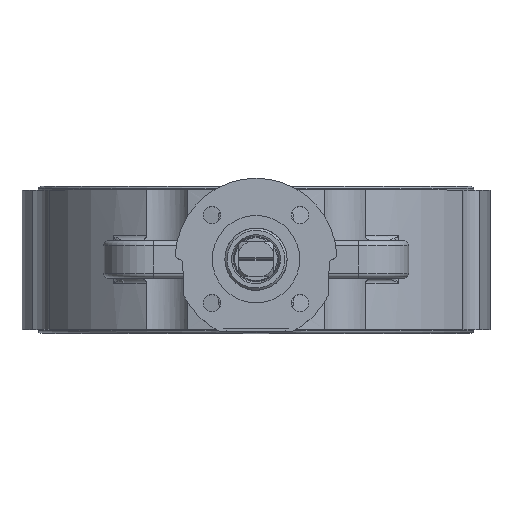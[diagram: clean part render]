
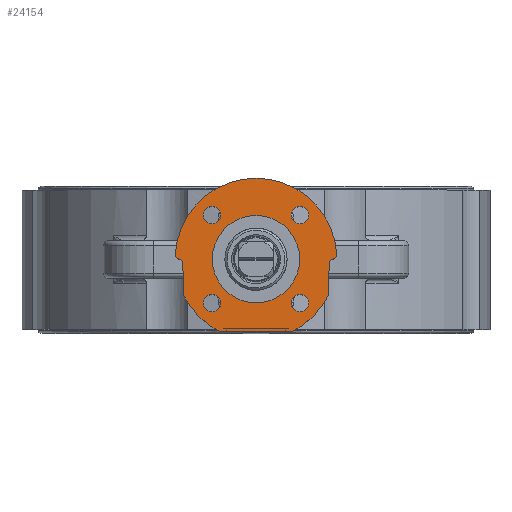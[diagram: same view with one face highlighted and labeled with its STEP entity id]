
A CAD part, top view. The second image highlights one B-rep face of the part: STEP entity #24154.
In plain terms, the highlighted planar face has unit normal (0, 0, 1).
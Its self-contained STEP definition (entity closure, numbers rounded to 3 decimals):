
#8952=CARTESIAN_POINT('',(-30.935,0.064,180.0));
#8953=VERTEX_POINT('',#8952);
#8954=CARTESIAN_POINT('',(-32.43,2.131,180.0));
#8955=VERTEX_POINT('',#8954);
#8956=CARTESIAN_POINT('',(-30.434,2.,180.0));
#8957=DIRECTION('',(0.0,0.0,-1.));
#8958=DIRECTION('',(-0.73,-0.684,0.0));
#8959=AXIS2_PLACEMENT_3D('',#8956,#8957,#8958);
#8960=CIRCLE('',#8959,2.);
#8961=EDGE_CURVE('',#8953,#8955,#8960,.T.);
#8994=CARTESIAN_POINT('',(-29.437,-1.803,180.0));
#8995=VERTEX_POINT('',#8994);
#8996=CARTESIAN_POINT('',(-31.436,-1.873,180.0));
#8997=DIRECTION('',(0.0,0.0,1.0));
#8998=DIRECTION('',(-0.999,-0.035,0.0));
#8999=AXIS2_PLACEMENT_3D('',#8996,#8997,#8998);
#9000=CIRCLE('',#8999,2.);
#9001=EDGE_CURVE('',#8995,#8953,#9000,.T.);
#9027=CARTESIAN_POINT('',(32.43,2.131,180.0));
#9028=VERTEX_POINT('',#9027);
#9029=CARTESIAN_POINT('',(0.0,0.0,180.0));
#9030=DIRECTION('',(0.0,0.0,-1.0));
#9031=DIRECTION('',(1.0,0.0,0.0));
#9032=AXIS2_PLACEMENT_3D('',#9029,#9030,#9031);
#9033=CIRCLE('',#9032,32.5);
#9034=EDGE_CURVE('',#8955,#9028,#9033,.T.);
#9060=CARTESIAN_POINT('',(30.935,0.064,180.0));
#9061=VERTEX_POINT('',#9060);
#9062=CARTESIAN_POINT('',(30.434,2.0,180.0));
#9063=DIRECTION('',(0.0,0.0,-1.0));
#9064=DIRECTION('',(0.73,-0.684,0.0));
#9065=AXIS2_PLACEMENT_3D('',#9062,#9063,#9064);
#9066=CIRCLE('',#9065,2.0);
#9067=EDGE_CURVE('',#9028,#9061,#9066,.T.);
#9093=CARTESIAN_POINT('',(29.437,-1.803,180.0));
#9094=VERTEX_POINT('',#9093);
#9095=CARTESIAN_POINT('',(31.436,-1.873,180.0));
#9096=DIRECTION('',(0.0,0.0,1.0));
#9097=DIRECTION('',(0.999,-0.035,0.0));
#9098=AXIS2_PLACEMENT_3D('',#9095,#9096,#9097);
#9099=CIRCLE('',#9098,2.);
#9100=EDGE_CURVE('',#9061,#9094,#9099,.T.);
#23962=CARTESIAN_POINT('',(-28.987,-14.698,180.0));
#23963=VERTEX_POINT('',#23962);
#23964=CARTESIAN_POINT('',(-28.987,-14.698,180.0));
#23965=DIRECTION('',(-0.035,0.999,0.0));
#23966=VECTOR('',#23965,12.903);
#23967=LINE('',#23964,#23966);
#23968=EDGE_CURVE('',#23963,#8995,#23967,.T.);
#23986=CARTESIAN_POINT('',(-14.671,-29.,180.0));
#23987=VERTEX_POINT('',#23986);
#23988=CARTESIAN_POINT('',(0.0,0.0,180.0));
#23989=DIRECTION('',(0.0,0.0,-1.));
#23990=DIRECTION('',(-0.892,-0.452,0.0));
#23991=AXIS2_PLACEMENT_3D('',#23988,#23989,#23990);
#23992=CIRCLE('',#23991,32.5);
#23993=EDGE_CURVE('',#23987,#23963,#23992,.T.);
#24011=CARTESIAN_POINT('',(14.671,-29.,180.0));
#24012=VERTEX_POINT('',#24011);
#24013=CARTESIAN_POINT('',(14.671,-29.,180.0));
#24014=DIRECTION('',(-1.0,0.0,0.0));
#24015=VECTOR('',#24014,29.343);
#24016=LINE('',#24013,#24015);
#24017=EDGE_CURVE('',#24012,#23987,#24016,.T.);
#24045=CARTESIAN_POINT('',(28.987,-14.698,180.0));
#24046=VERTEX_POINT('',#24045);
#24047=CARTESIAN_POINT('',(0.0,0.0,180.0));
#24048=DIRECTION('',(0.0,0.0,-1.0));
#24049=DIRECTION('',(0.451,-0.892,0.0));
#24050=AXIS2_PLACEMENT_3D('',#24047,#24048,#24049);
#24051=CIRCLE('',#24050,32.5);
#24052=EDGE_CURVE('',#24046,#24012,#24051,.T.);
#24070=CARTESIAN_POINT('',(29.437,-1.803,180.0));
#24071=DIRECTION('',(-0.035,-0.999,0.0));
#24072=VECTOR('',#24071,12.903);
#24073=LINE('',#24070,#24072);
#24074=EDGE_CURVE('',#9094,#24046,#24073,.T.);
#24082=CARTESIAN_POINT('',(-94.001,32.501,180.0));
#24083=DIRECTION('',(0.0,0.0,-1.0));
#24084=DIRECTION('',(-1.0,0.0,0.0));
#24085=AXIS2_PLACEMENT_3D('',#24082,#24083,#24084);
#24086=PLANE('',#24085);
#24087=ORIENTED_EDGE('',*,*,#9001,.F.);
#24088=ORIENTED_EDGE('',*,*,#23968,.F.);
#24089=ORIENTED_EDGE('',*,*,#23993,.F.);
#24090=ORIENTED_EDGE('',*,*,#24017,.F.);
#24091=ORIENTED_EDGE('',*,*,#24052,.F.);
#24092=ORIENTED_EDGE('',*,*,#24074,.F.);
#24093=ORIENTED_EDGE('',*,*,#9100,.F.);
#24094=ORIENTED_EDGE('',*,*,#9067,.F.);
#24095=ORIENTED_EDGE('',*,*,#9034,.F.);
#24096=ORIENTED_EDGE('',*,*,#8961,.F.);
#24097=EDGE_LOOP('',(#24087,#24088,#24089,#24090,#24091,#24092,#24093,#24094,#24095,#24096));
#24098=FACE_OUTER_BOUND('',#24097,.T.);
#24099=CARTESIAN_POINT('',(-21.178,-17.678,180.0));
#24100=VERTEX_POINT('',#24099);
#24101=CARTESIAN_POINT('',(-17.678,-17.678,180.0));
#24102=DIRECTION('',(0.0,0.0,-1.0));
#24103=DIRECTION('',(-1.0,0.0,0.0));
#24104=AXIS2_PLACEMENT_3D('',#24101,#24102,#24103);
#24105=CIRCLE('',#24104,3.5);
#24106=EDGE_CURVE('',#24100,#24100,#24105,.T.);
#24107=ORIENTED_EDGE('',*,*,#24106,.T.);
#24108=EDGE_LOOP('',(#24107));
#24109=FACE_BOUND('',#24108,.T.);
#24110=CARTESIAN_POINT('',(-17.678,21.178,180.0));
#24111=VERTEX_POINT('',#24110);
#24112=CARTESIAN_POINT('',(-17.678,17.678,180.0));
#24113=DIRECTION('',(0.0,0.0,-1.0));
#24114=DIRECTION('',(0.0,1.0,0.0));
#24115=AXIS2_PLACEMENT_3D('',#24112,#24113,#24114);
#24116=CIRCLE('',#24115,3.5);
#24117=EDGE_CURVE('',#24111,#24111,#24116,.T.);
#24118=ORIENTED_EDGE('',*,*,#24117,.T.);
#24119=EDGE_LOOP('',(#24118));
#24120=FACE_BOUND('',#24119,.T.);
#24121=CARTESIAN_POINT('',(17.678,-21.178,180.0));
#24122=VERTEX_POINT('',#24121);
#24123=CARTESIAN_POINT('',(17.678,-17.678,180.0));
#24124=DIRECTION('',(0.0,0.0,-1.0));
#24125=DIRECTION('',(0.0,-1.0,0.0));
#24126=AXIS2_PLACEMENT_3D('',#24123,#24124,#24125);
#24127=CIRCLE('',#24126,3.5);
#24128=EDGE_CURVE('',#24122,#24122,#24127,.T.);
#24129=ORIENTED_EDGE('',*,*,#24128,.T.);
#24130=EDGE_LOOP('',(#24129));
#24131=FACE_BOUND('',#24130,.T.);
#24132=CARTESIAN_POINT('',(21.178,17.678,180.0));
#24133=VERTEX_POINT('',#24132);
#24134=CARTESIAN_POINT('',(17.678,17.678,180.0));
#24135=DIRECTION('',(0.0,0.0,-1.0));
#24136=DIRECTION('',(1.0,0.0,0.0));
#24137=AXIS2_PLACEMENT_3D('',#24134,#24135,#24136);
#24138=CIRCLE('',#24137,3.5);
#24139=EDGE_CURVE('',#24133,#24133,#24138,.T.);
#24140=ORIENTED_EDGE('',*,*,#24139,.T.);
#24141=EDGE_LOOP('',(#24140));
#24142=FACE_BOUND('',#24141,.T.);
#24143=CARTESIAN_POINT('',(17.55,0.,180.0));
#24144=VERTEX_POINT('',#24143);
#24145=CARTESIAN_POINT('',(0.0,0.0,180.0));
#24146=DIRECTION('',(0.0,0.0,-1.0));
#24147=DIRECTION('',(1.0,0.0,0.0));
#24148=AXIS2_PLACEMENT_3D('',#24145,#24146,#24147);
#24149=CIRCLE('',#24148,17.55);
#24150=EDGE_CURVE('',#24144,#24144,#24149,.T.);
#24151=ORIENTED_EDGE('',*,*,#24150,.T.);
#24152=EDGE_LOOP('',(#24151));
#24153=FACE_BOUND('',#24152,.T.);
#24154=ADVANCED_FACE('',(#24098,#24109,#24120,#24131,#24142,#24153),#24086,.F.);
